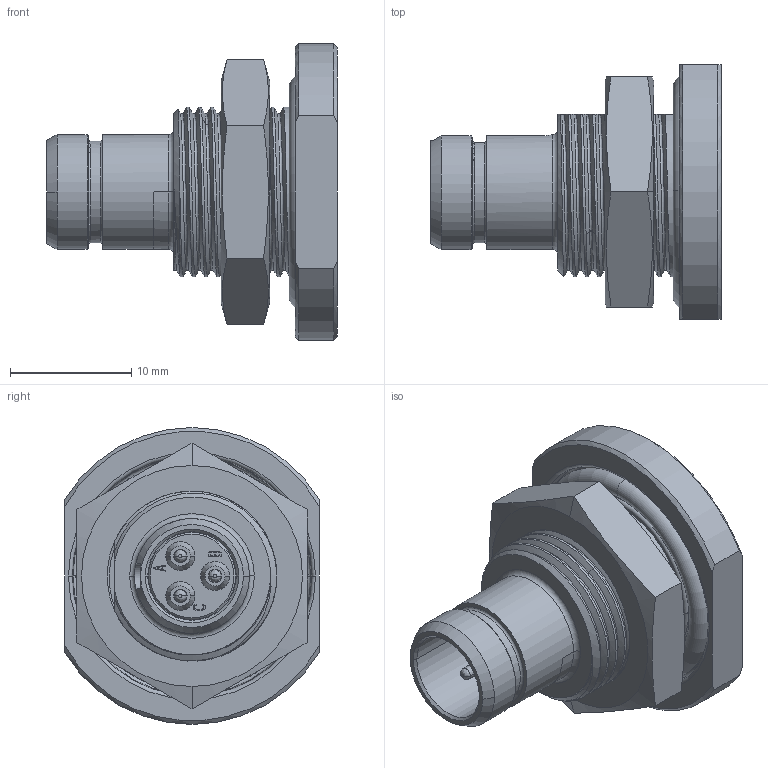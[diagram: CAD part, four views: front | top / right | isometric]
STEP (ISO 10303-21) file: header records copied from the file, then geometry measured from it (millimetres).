
FILE_DESCRIPTION((''),'2;1');
FILE_NAME('1332EV003MZ','2024-07-24T14:01:23',('paultorloting'),('NET AG system integration'),'CREO PARAMETRIC BY PTC INC, 2021404','CREO PARAMETRIC BY PTC INC, 2021404','');
FILE_SCHEMA(('AUTOMOTIVE_DESIGN { 1 0 10303 214 1 1 1 1 }'));
Length unit declared in the file: millimetre
Products named in the file (1): 1332EV003MZ
Bounding box: 24 x 21 x 24.5 mm (x, y, z)
Volume: 3365.2 mm3; surface area: 3582.1 mm2
Topology: 1 solids, 2 shells, 466 faces, 1225 edges, 796 vertices
Faces by surface type: plane 274, cylinder 94, cone 39, bspline 39, torus 20
Entity records: 21572 total; most frequent: CARTESIAN_POINT 7687, ORIENTED_EDGE 2450, DIRECTION 2175, EDGE_CURVE 1225, VERTEX_POINT 796, VECTOR 778, LINE 778, AXIS2_PLACEMENT_3D 697
